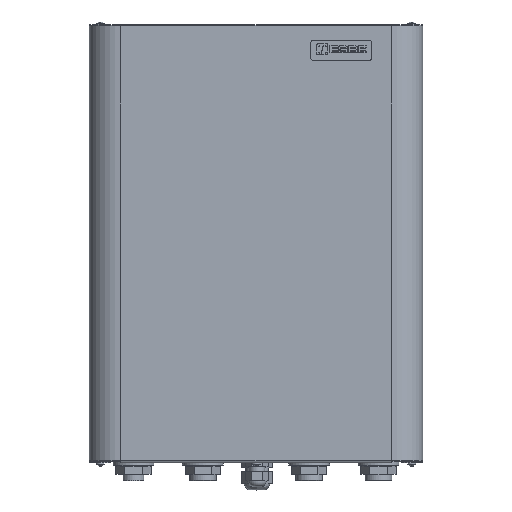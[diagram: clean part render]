
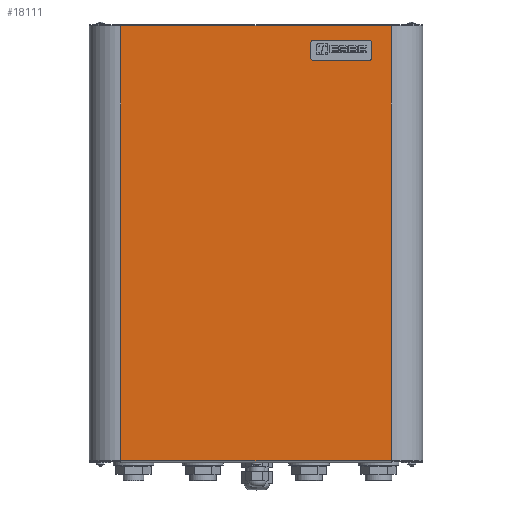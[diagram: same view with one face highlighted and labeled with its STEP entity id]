
A CAD part, top view. The second image highlights one B-rep face of the part: STEP entity #18111.
In plain terms, the highlighted planar face has unit normal (0, 0, 1).
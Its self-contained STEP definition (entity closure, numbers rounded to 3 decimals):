
#433 = VERTEX_POINT ( 'NONE', #2129 ) ;
#956 = FACE_OUTER_BOUND ( 'NONE', #21397, .T. ) ;
#1473 = VERTEX_POINT ( 'NONE', #4832 ) ;
#2129 = CARTESIAN_POINT ( 'NONE',  ( -132.5, 212.95, 0. ) ) ;
#2973 = LINE ( 'NONE', #15252, #21664 ) ;
#3344 = CARTESIAN_POINT ( 'NONE',  ( 0., 0., 0. ) ) ;
#4807 = VECTOR ( 'NONE', #20882, 1000. ) ;
#4832 = CARTESIAN_POINT ( 'NONE',  ( -132.5, -212.95, 0. ) ) ;
#5730 = LINE ( 'NONE', #9995, #4807 ) ;
#6877 = ORIENTED_EDGE ( 'NONE', *, *, #16402, .T. ) ;
#7009 = AXIS2_PLACEMENT_3D ( 'NONE', #3344, #8170, #20569 ) ;
#8170 = DIRECTION ( 'NONE',  ( 0., 0., 1. ) ) ;
#8284 = VECTOR ( 'NONE', #18628, 1000. ) ;
#8550 = VERTEX_POINT ( 'NONE', #12940 ) ;
#9381 = DIRECTION ( 'NONE',  ( 0., -1., 0. ) ) ;
#9458 = LINE ( 'NONE', #24089, #14003 ) ;
#9679 = EDGE_CURVE ( 'NONE', #1473, #433, #5730, .T. ) ;
#9995 = CARTESIAN_POINT ( 'NONE',  ( -132.5, 212.95, 0. ) ) ;
#12940 = CARTESIAN_POINT ( 'NONE',  ( 132.5, 212.95, 0. ) ) ;
#13817 = PLANE ( 'NONE',  #7009 ) ;
#14003 = VECTOR ( 'NONE', #24362, 1000. ) ;
#14185 = CARTESIAN_POINT ( 'NONE',  ( -163.5, -212.95, 0. ) ) ;
#15252 = CARTESIAN_POINT ( 'NONE',  ( 132.5, -212.95, 0. ) ) ;
#16132 = LINE ( 'NONE', #14185, #8284 ) ;
#16402 = EDGE_CURVE ( 'NONE', #8550, #433, #9458, .T. ) ;
#17916 = CARTESIAN_POINT ( 'NONE',  ( 132.5, -212.95, 0. ) ) ;
#18111 = ADVANCED_FACE ( 'NONE', ( #956 ), #13817, .T. ) ;
#18628 = DIRECTION ( 'NONE',  ( -1., 0., 0. ) ) ;
#20569 = DIRECTION ( 'NONE',  ( 1., 0., 0. ) ) ;
#20882 = DIRECTION ( 'NONE',  ( 0., 1., 0. ) ) ;
#21092 = ORIENTED_EDGE ( 'NONE', *, *, #24550, .F. ) ;
#21310 = ORIENTED_EDGE ( 'NONE', *, *, #9679, .F. ) ;
#21397 = EDGE_LOOP ( 'NONE', ( #21092, #23338, #6877, #21310 ) ) ;
#21664 = VECTOR ( 'NONE', #9381, 1000. ) ;
#23338 = ORIENTED_EDGE ( 'NONE', *, *, #25840, .F. ) ;
#24089 = CARTESIAN_POINT ( 'NONE',  ( 0., 212.95, 0. ) ) ;
#24362 = DIRECTION ( 'NONE',  ( -1., 0., 0. ) ) ;
#24550 = EDGE_CURVE ( 'NONE', #26617, #1473, #16132, .T. ) ;
#25840 = EDGE_CURVE ( 'NONE', #8550, #26617, #2973, .T. ) ;
#26617 = VERTEX_POINT ( 'NONE', #17916 ) ;
